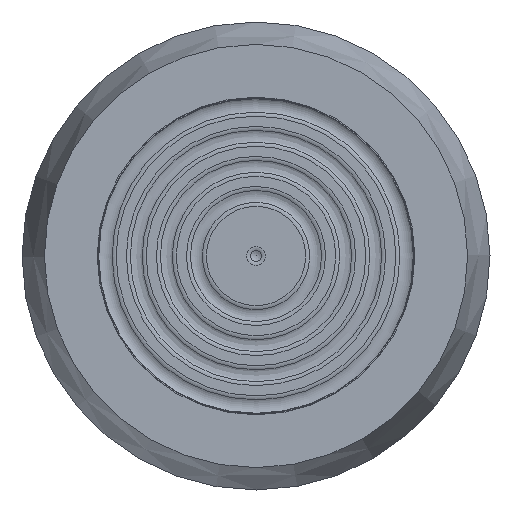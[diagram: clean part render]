
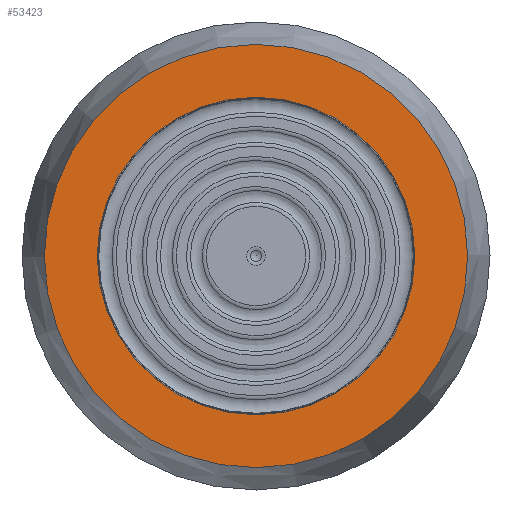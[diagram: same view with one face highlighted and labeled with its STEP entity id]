
A CAD part, left-side view. The second image highlights one B-rep face of the part: STEP entity #53423.
In plain terms, the highlighted planar face has unit normal (-1, 0, 0).
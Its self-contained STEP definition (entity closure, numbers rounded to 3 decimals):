
#1095=FACE_BOUND('',#8688,.T.);
#3055=PLANE('',#57606);
#5844=FACE_OUTER_BOUND('',#8687,.T.);
#8687=EDGE_LOOP('',(#49706));
#8688=EDGE_LOOP('',(#49707));
#9609=CIRCLE('',#57598,19.);
#9614=CIRCLE('',#57607,25.321);
#25553=VERTEX_POINT('',#119758);
#25556=VERTEX_POINT('',#119771);
#33613=EDGE_CURVE('',#25553,#25553,#9609,.T.);
#33619=EDGE_CURVE('',#25556,#25556,#9614,.T.);
#49706=ORIENTED_EDGE('',*,*,#33619,.F.);
#49707=ORIENTED_EDGE('',*,*,#33613,.T.);
#53423=ADVANCED_FACE('',(#5844,#1095),#3055,.T.);
#57598=AXIS2_PLACEMENT_3D('',#119759,#70075,#70076);
#57606=AXIS2_PLACEMENT_3D('',#119770,#70092,#70093);
#57607=AXIS2_PLACEMENT_3D('',#119772,#70094,#70095);
#70075=DIRECTION('center_axis',(1.,0.,0.));
#70076=DIRECTION('ref_axis',(0.,1.,0.));
#70092=DIRECTION('center_axis',(-1.,0.,0.));
#70093=DIRECTION('ref_axis',(0.,0.,1.));
#70094=DIRECTION('center_axis',(1.,0.,0.));
#70095=DIRECTION('ref_axis',(0.,0.,-1.));
#119758=CARTESIAN_POINT('',(-37.,-19.,0.));
#119759=CARTESIAN_POINT('Origin',(-37.,0.,0.));
#119770=CARTESIAN_POINT('Origin',(-37.,25.321,0.));
#119771=CARTESIAN_POINT('',(-37.,-25.321,0.));
#119772=CARTESIAN_POINT('Origin',(-37.,0.,0.));
